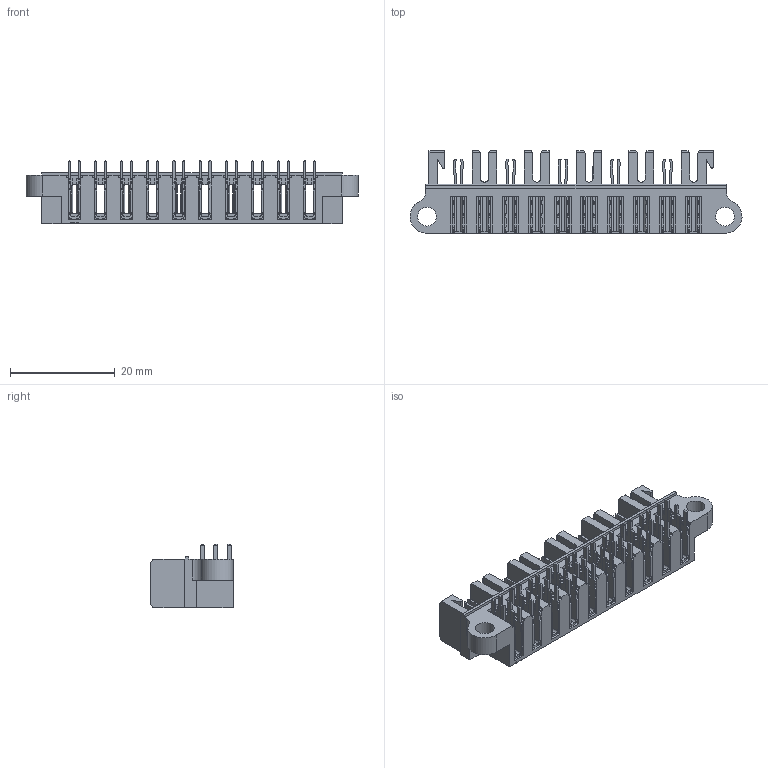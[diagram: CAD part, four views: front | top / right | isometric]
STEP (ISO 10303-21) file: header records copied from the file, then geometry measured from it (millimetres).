
FILE_DESCRIPTION( ( 'STEP AP214' ), '1' );
FILE_NAME( 'MPPT-10-01-01-L-RA-SD.stp', '2020-12-02T04:00:19', ( 'License CC BY-ND 4.0' ), ( 'CADENAS' ), ' ', 'PARTsolutions', ' ' );
FILE_SCHEMA( ( 'AUTOMOTIVE_DESIGN { 1 0 10303 214 1 1 1 1 }' ) );
Length unit declared in the file: millimetre
Products named in the file (4): MPPT-10-01-01-L-RA-SD; _MPPT-10-01-01-L-RA-SD-_t; _MPPT-10-01-01-L-RA-SD-_tr; _MPPT-10-01-01-L-RA-SD-_p
Assembly tree (3 placements, depth 2):
  MPPT-10-01-01-L-RA-SD
    _MPPT-10-01-01-L-RA-SD-_t
    _MPPT-10-01-01-L-RA-SD-_tr
    _MPPT-10-01-01-L-RA-SD-_p
Bounding box: 63.49 x 15.75 x 12.1 mm (x, y, z)
Volume: 4550.5 mm3; surface area: 10230.3 mm2
Topology: 3 solids, 3 shells, 1636 faces, 4643 edges, 3016 vertices
Faces by surface type: plane 1328, cylinder 308
Full cylindrical faces by diameter (mm): 3.6 x2
Entity records: 65477 total; most frequent: CARTESIAN_POINT 9413, ORIENTED_EDGE 9278, DIRECTION 8495, EDGE_CURVE 4639, LINE 3983, VECTOR 3983, VERTEX_POINT 3014, AXIS2_PLACEMENT_3D 2256
